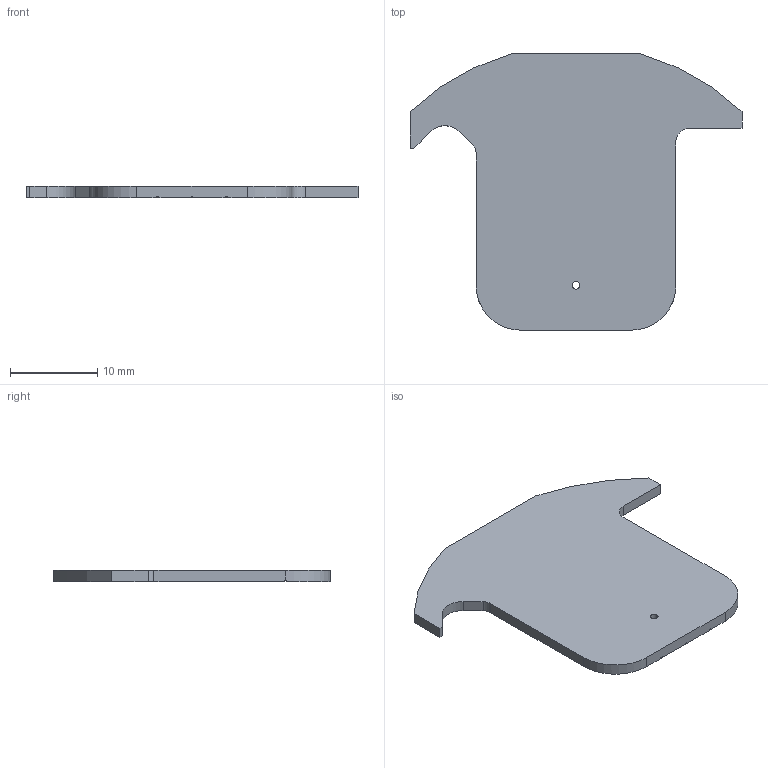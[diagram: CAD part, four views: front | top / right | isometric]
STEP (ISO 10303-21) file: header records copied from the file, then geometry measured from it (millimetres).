
FILE_DESCRIPTION (( 'STEP AP214' ), '1' );
FILE_NAME ('1.9.1.2，ZAB-30-0.9，30mm笼式准直板，0.9mm通孔，A.STEP', '2021-07-27T08:52:51', ( 'Microsoft' ), ( 'Microsoft' ), 'SwSTEP 2.0', 'SolidWorks 2018', '' );
FILE_SCHEMA (( 'AUTOMOTIVE_DESIGN' ));
Length unit declared in the file: millimetre
Products named in the file (1): 1.9.1.2，ZAB-30-0.9，30mm笼式准直板，0.9mm通孔，A
Bounding box: 38 x 31.63 x 1.27 mm (x, y, z)
Surface area: 1767.2 mm2 (no closed solid volume)
Topology: 0 solids, 1 shells, 102 faces, 297 edges, 198 vertices
Faces by surface type: plane 61, cylinder 41
Entity records: 4524 total; most frequent: CARTESIAN_POINT 598, DIRECTION 595, ORIENTED_EDGE 558, EDGE_CURVE 297, VECTOR 205, LINE 205, VERTEX_POINT 198, AXIS2_PLACEMENT_3D 195
